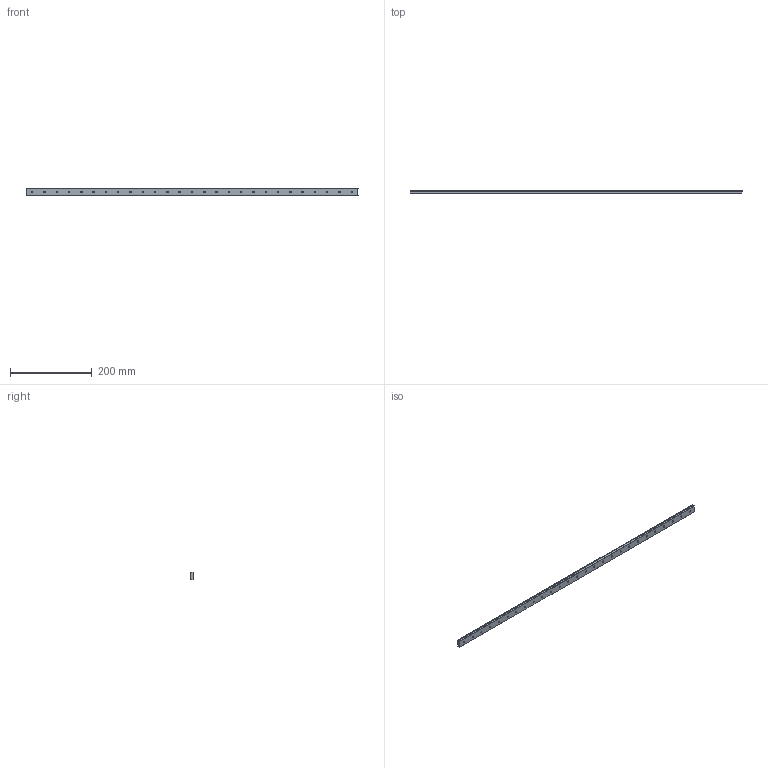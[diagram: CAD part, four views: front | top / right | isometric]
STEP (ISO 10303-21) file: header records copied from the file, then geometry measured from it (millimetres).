
FILE_DESCRIPTION (( 'STEP AP214' ), '1' );
FILE_NAME ('SRS9WSSS-810LM_G15_0_0_0_0_0_1.STEP', '2021-08-09T10:36:11', ( '' ), ( '' ), 'SwSTEP 2.0', 'SolidWorks 2021', '' );
FILE_SCHEMA (( 'AUTOMOTIVE_DESIGN' ));
Length unit declared in the file: millimetre
Products named in the file (2): SRS9WSSS-810LM_G15_0_0_0_0_0_1; _SRS9WS81015 Track
Assembly tree (1 placements, depth 2):
  SRS9WSSS-810LM_G15_0_0_0_0_0_1
    _SRS9WS81015 Track
Bounding box: 810 x 7.5 x 18 mm (x, y, z)
Volume: 103848.1 mm3; surface area: 44297.7 mm2
Topology: 1 solids, 1 shells, 154 faces, 375 edges, 250 vertices
Faces by surface type: cylinder 115, plane 39
Entity records: 4823 total; most frequent: DIRECTION 921, CARTESIAN_POINT 783, ORIENTED_EDGE 750, AXIS2_PLACEMENT_3D 388, EDGE_CURVE 375, VERTEX_POINT 250, EDGE_LOOP 235, CIRCLE 230
